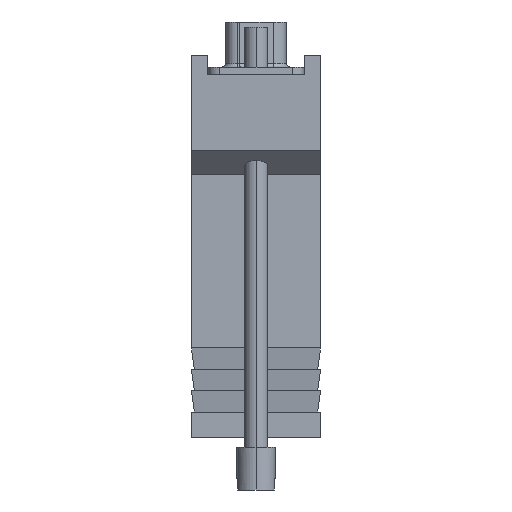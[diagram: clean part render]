
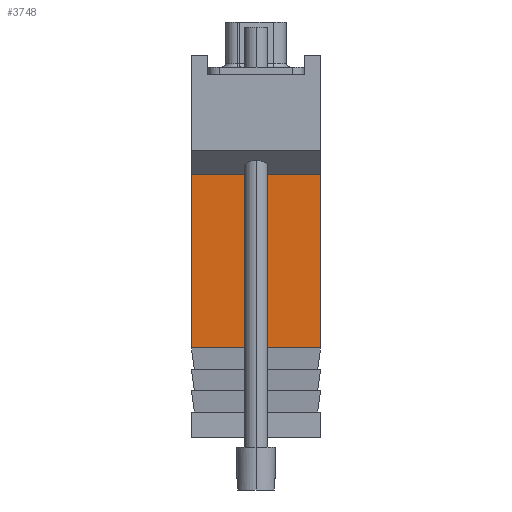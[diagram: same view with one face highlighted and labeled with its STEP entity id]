
A CAD part, left-side view. The second image highlights one B-rep face of the part: STEP entity #3748.
In plain terms, the highlighted planar face has unit normal (-1, 0, 0).
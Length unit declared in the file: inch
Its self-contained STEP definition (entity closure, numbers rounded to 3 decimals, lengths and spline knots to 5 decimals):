
#3322 = VERTEX_POINT ( 'NONE', #8182 ) ;
#3345 = VERTEX_POINT ( 'NONE', #8261 ) ;
#3474 = VERTEX_POINT ( 'NONE', #8532 ) ;
#3475 = EDGE_CURVE ( 'NONE', #3474, #3322, #8531, .T. ) ;
#3514 = EDGE_CURVE ( 'NONE', #3345, #3515, #8334, .T. ) ;
#3515 = VERTEX_POINT ( 'NONE', #8330 ) ;
#3558 = ORIENTED_EDGE ( 'NONE', *, *, #3475, .T. ) ;
#3687 = EDGE_CURVE ( 'NONE', #3474, #3345, #8879, .T. ) ;
#3748 = ADVANCED_FACE ( 'NONE', ( #8919 ), #8901, .F. ) ;
#3749 = EDGE_LOOP ( 'NONE', ( #3750, #3751, #3558, #3895 ) ) ;
#3750 = ORIENTED_EDGE ( 'NONE', *, *, #3514, .F. ) ;
#3751 = ORIENTED_EDGE ( 'NONE', *, *, #3687, .F. ) ;
#3895 = ORIENTED_EDGE ( 'NONE', *, *, #3935, .F. ) ;
#3935 = EDGE_CURVE ( 'NONE', #3515, #3322, #9191, .T. ) ;
#8182 = CARTESIAN_POINT ( 'NONE',  ( -0.415, -0.333, 0.37181 ) ) ;
#8261 = CARTESIAN_POINT ( 'NONE',  ( -0.415, 0.333, -0.5235 ) ) ;
#8330 = CARTESIAN_POINT ( 'NONE',  ( -0.415, 0.333, 0.37181 ) ) ;
#8331 = DIRECTION ( 'NONE',  ( 0., 0., 1. ) ) ;
#8332 = VECTOR ( 'NONE', #8331, 39.37008 ) ;
#8333 = CARTESIAN_POINT ( 'NONE',  ( -0.415, 0.333, 0.37181 ) ) ;
#8334 = LINE ( 'NONE', #8333, #8332 ) ;
#8528 = DIRECTION ( 'NONE',  ( 0., 0., 1. ) ) ;
#8529 = VECTOR ( 'NONE', #8528, 39.37008 ) ;
#8530 = CARTESIAN_POINT ( 'NONE',  ( -0.415, -0.333, 0.37181 ) ) ;
#8531 = LINE ( 'NONE', #8530, #8529 ) ;
#8532 = CARTESIAN_POINT ( 'NONE',  ( -0.415, -0.333, -0.5235 ) ) ;
#8872 = DIRECTION ( 'NONE',  ( 0., 1., 0. ) ) ;
#8873 = VECTOR ( 'NONE', #8872, 39.37008 ) ;
#8874 = CARTESIAN_POINT ( 'NONE',  ( -0.415, -0.333, -0.5235 ) ) ;
#8879 = LINE ( 'NONE', #8874, #8873 ) ;
#8898 = DIRECTION ( 'NONE',  ( 1., 0., 0. ) ) ;
#8899 = CARTESIAN_POINT ( 'NONE',  ( -0.415, 0.333, 0.37181 ) ) ;
#8900 = AXIS2_PLACEMENT_3D ( 'NONE', #8899, #8898, #8925 ) ;
#8901 = PLANE ( 'NONE',  #8900 ) ;
#8919 = FACE_OUTER_BOUND ( 'NONE', #3749, .T. ) ;
#8925 = DIRECTION ( 'NONE',  ( 0., 0., -1. ) ) ;
#9188 = DIRECTION ( 'NONE',  ( 0., -1., 0. ) ) ;
#9189 = VECTOR ( 'NONE', #9188, 39.37008 ) ;
#9190 = CARTESIAN_POINT ( 'NONE',  ( -0.415, 0.333, 0.37181 ) ) ;
#9191 = LINE ( 'NONE', #9190, #9189 ) ;
